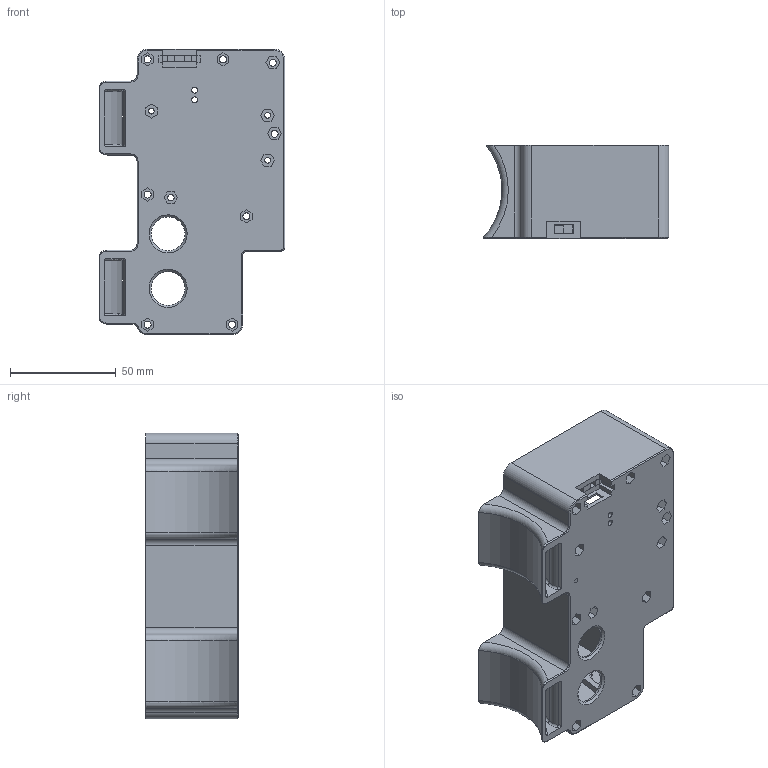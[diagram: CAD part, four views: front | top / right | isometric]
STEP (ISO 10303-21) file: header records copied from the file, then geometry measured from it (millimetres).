
FILE_DESCRIPTION(/* description */ (''),/* implementation_level */ '2;1');
FILE_NAME(/* name */ 'Case_Mainpart.step',/* time_stamp */ '2020-08-17T00:35:04+02:00',/* author */ (''),/* organization */ (''),/* preprocessor_version */ 'ST-DEVELOPER v18.1',/* originating_system */ 'Autodesk Translation Framework v9.3.0.1241',/* authorisation */ '');
FILE_SCHEMA (('AUTOMOTIVE_DESIGN { 1 0 10303 214 3 1 1 }'));
Length unit declared in the file: millimetre
Products named in the file (2): New Case flipped_Power; OBS-C-001-V1 v1
Assembly tree (1 placements, depth 2):
  New Case flipped_Power
    OBS-C-001-V1 v1
Bounding box: 87.99 x 44 x 135 mm (x, y, z)
Volume: 108677.7 mm3; surface area: 67232.1 mm2
Topology: 1 solids, 1 shells, 401 faces, 1074 edges, 697 vertices
Faces by surface type: plane 287, cylinder 68, torus 23, cone 14, bspline 9
Full cylindrical faces by diameter (mm): 2.7 x5, 2.8 x2, 3.1 x1, 3.2 x1, 3.3 x8, 6 x1, 6.5 x1, 9 x1, 12 x1, 16 x2
Entity records: 12966 total; most frequent: CARTESIAN_POINT 2727, ORIENTED_EDGE 2148, DIRECTION 2021, EDGE_CURVE 1074, LINE 853, VECTOR 853, VERTEX_POINT 697, AXIS2_PLACEMENT_3D 584
